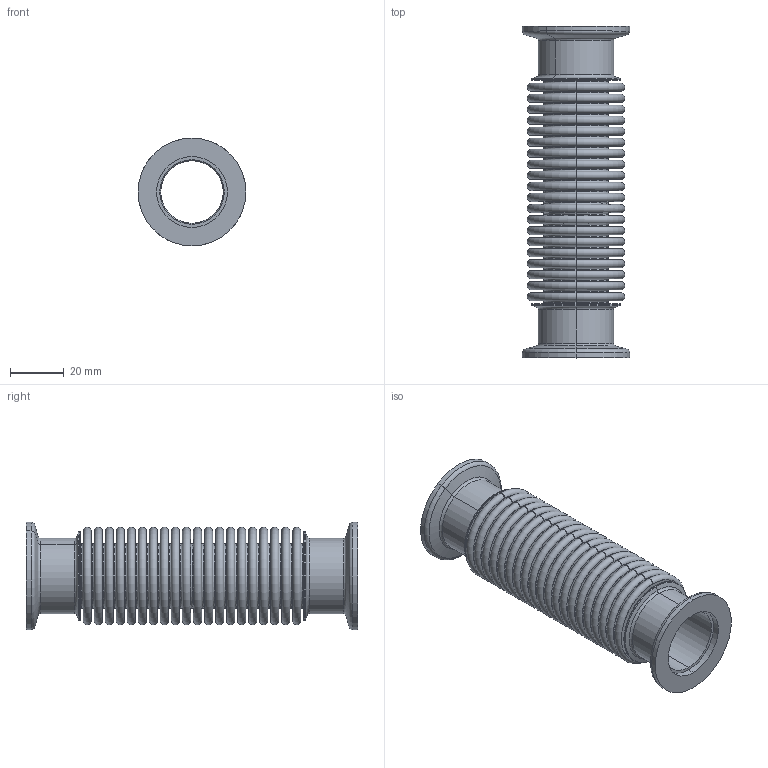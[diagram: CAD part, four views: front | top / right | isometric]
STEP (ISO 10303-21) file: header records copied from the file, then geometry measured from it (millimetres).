
FILE_DESCRIPTION (( 'STEP AP214' ), '1' );
FILE_NAME ('Hositrad_KX25-123.STEP', '2014-09-23T13:20:22', ( '' ), ( '' ), 'SwSTEP 2.0', 'SolidWorks 2014', '' );
FILE_SCHEMA (( 'AUTOMOTIVE_DESIGN' ));
Length unit declared in the file: millimetre
Products named in the file (3): KF25-stub; HydroFormedBellow-36-24-L84; Hositrad_KX25-123
Assembly tree (3 placements, depth 2):
  Hositrad_KX25-123
    HydroFormedBellow-36-24-L84
    KF25-stub  x2
Bounding box: 40 x 123.3 x 40 mm (x, y, z)
Volume: 19551.9 mm3; surface area: 67697.1 mm2
Topology: 3 solids, 3 shells, 388 faces, 776 edges, 480 vertices
Faces by surface type: torus 260, plane 92, cylinder 24, cone 12
Entity records: 9874 total; most frequent: DIRECTION 2164, CARTESIAN_POINT 1542, ORIENTED_EDGE 1448, AXIS2_PLACEMENT_3D 1072, EDGE_CURVE 724, CIRCLE 704, VERTEX_POINT 450, EDGE_LOOP 450
